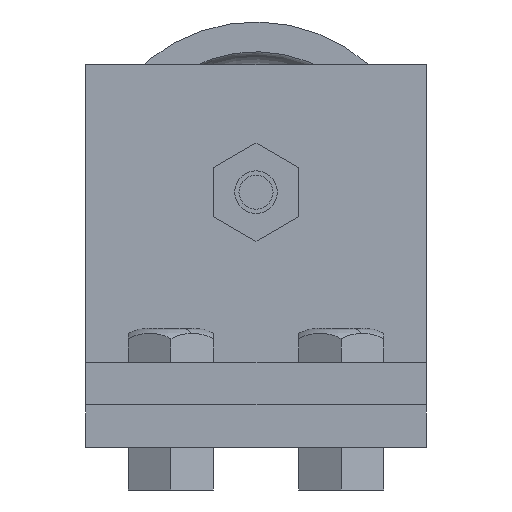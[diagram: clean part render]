
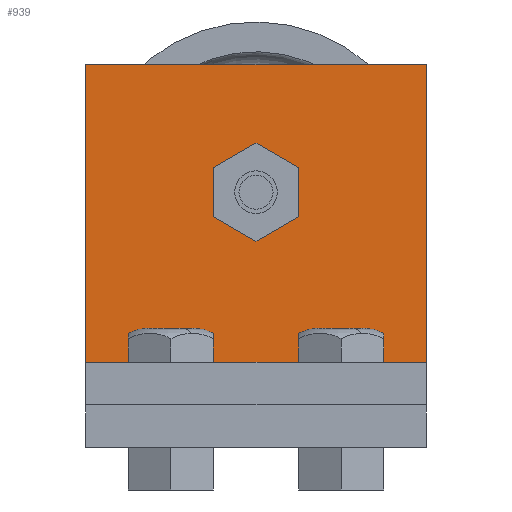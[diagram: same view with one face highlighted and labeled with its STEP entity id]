
A CAD part, left-side view. The second image highlights one B-rep face of the part: STEP entity #939.
In plain terms, the highlighted face is planar.
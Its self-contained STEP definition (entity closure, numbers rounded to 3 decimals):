
#560=CARTESIAN_POINT('Line Origine',(-35.,0.,5.)) ;
#564=CARTESIAN_POINT('Vertex',(-35.,-20.,5.)) ;
#566=CARTESIAN_POINT('Vertex',(-35.,20.,5.)) ;
#689=CARTESIAN_POINT('Line Origine',(-35.,-20.,22.5)) ;
#693=CARTESIAN_POINT('Vertex',(-35.,-20.,40.)) ;
#784=CARTESIAN_POINT('Vertex',(-35.,-5.,25.)) ;
#787=CARTESIAN_POINT('Axis2P3D Location',(-35.,0.,25.)) ;
#791=CARTESIAN_POINT('Vertex',(-35.,5.,25.)) ;
#811=CARTESIAN_POINT('Axis2P3D Location',(-35.,0.,25.)) ;
#835=CARTESIAN_POINT('Line Origine',(-35.,0.,40.)) ;
#839=CARTESIAN_POINT('Vertex',(-35.,20.,40.)) ;
#909=CARTESIAN_POINT('Line Origine',(-35.,20.,22.5)) ;
#924=CARTESIAN_POINT('Axis2P3D Location',(-35.,0.,40.)) ;
#561=DIRECTION('Vector Direction',(0.,1.,0.)) ;
#690=DIRECTION('Vector Direction',(0.,0.,-1.)) ;
#788=DIRECTION('Axis2P3D Direction',(1.,0.,-0.)) ;
#812=DIRECTION('Axis2P3D Direction',(1.,0.,-0.)) ;
#836=DIRECTION('Vector Direction',(0.,1.,0.)) ;
#910=DIRECTION('Vector Direction',(0.,0.,-1.)) ;
#925=DIRECTION('Axis2P3D Direction',(1.,0.,-0.)) ;
#926=DIRECTION('Axis2P3D XDirection',(-0.,0.,-1.)) ;
#789=AXIS2_PLACEMENT_3D('Circle Axis2P3D',#787,#788,$) ;
#813=AXIS2_PLACEMENT_3D('Circle Axis2P3D',#811,#812,$) ;
#927=AXIS2_PLACEMENT_3D('Plane Axis2P3D',#924,#925,#926) ;
#930=ORIENTED_EDGE('',*,*,#841,.F.) ;
#931=ORIENTED_EDGE('',*,*,#695,.T.) ;
#932=ORIENTED_EDGE('',*,*,#568,.T.) ;
#933=ORIENTED_EDGE('',*,*,#913,.F.) ;
#936=ORIENTED_EDGE('',*,*,#815,.F.) ;
#937=ORIENTED_EDGE('',*,*,#793,.F.) ;
#938=FACE_BOUND('',#935,.T.) ;
#562=VECTOR('Line Direction',#561,1.) ;
#691=VECTOR('Line Direction',#690,1.) ;
#837=VECTOR('Line Direction',#836,1.) ;
#911=VECTOR('Line Direction',#910,1.) ;
#939=ADVANCED_FACE('PartBody',(#934,#938),#928,.T.) ;
#790=CIRCLE('generated circle',#789,5.) ;
#814=CIRCLE('generated circle',#813,5.) ;
#568=EDGE_CURVE('',#565,#567,#563,.T.) ;
#695=EDGE_CURVE('',#694,#565,#692,.T.) ;
#793=EDGE_CURVE('',#785,#792,#790,.T.) ;
#815=EDGE_CURVE('',#792,#785,#814,.T.) ;
#841=EDGE_CURVE('',#694,#840,#838,.T.) ;
#913=EDGE_CURVE('',#840,#567,#912,.T.) ;
#929=EDGE_LOOP('',(#930,#931,#932,#933)) ;
#935=EDGE_LOOP('',(#936,#937)) ;
#934=FACE_OUTER_BOUND('',#929,.T.) ;
#563=LINE('Line',#560,#562) ;
#692=LINE('Line',#689,#691) ;
#838=LINE('Line',#835,#837) ;
#912=LINE('Line',#909,#911) ;
#928=PLANE('',#927) ;
#565=VERTEX_POINT('',#564) ;
#567=VERTEX_POINT('',#566) ;
#694=VERTEX_POINT('',#693) ;
#785=VERTEX_POINT('',#784) ;
#792=VERTEX_POINT('',#791) ;
#840=VERTEX_POINT('',#839) ;
